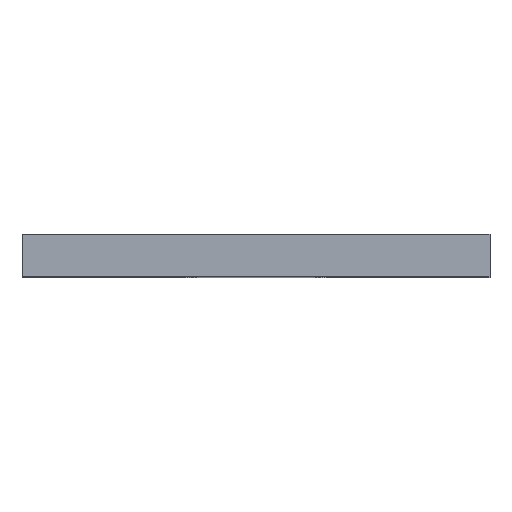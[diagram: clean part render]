
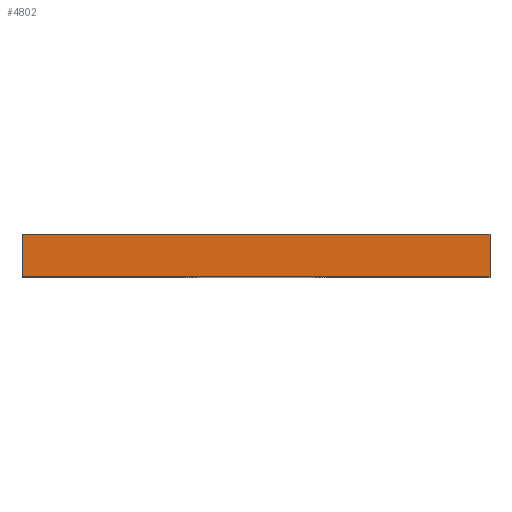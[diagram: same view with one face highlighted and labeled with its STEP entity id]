
A CAD part, top view. The second image highlights one B-rep face of the part: STEP entity #4802.
In plain terms, the highlighted planar face has unit normal (0, 0, 1).
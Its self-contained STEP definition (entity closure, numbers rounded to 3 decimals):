
#148 = CARTESIAN_POINT ( 'NONE',  ( 110., -10., 122. ) ) ;
#201 = ORIENTED_EDGE ( 'NONE', *, *, #1987, .F. ) ;
#219 = ORIENTED_EDGE ( 'NONE', *, *, #535, .T. ) ;
#284 = DIRECTION ( 'NONE',  ( 1., 0., 0. ) ) ;
#441 = DIRECTION ( 'NONE',  ( 0., 0., -1. ) ) ;
#468 = PLANE ( 'NONE',  #5451 ) ;
#495 = DIRECTION ( 'NONE',  ( -1., 0., 0. ) ) ;
#535 = EDGE_CURVE ( 'NONE', #1717, #2181, #3622, .T. ) ;
#760 = DIRECTION ( 'NONE',  ( 0., -1., 0. ) ) ;
#810 = CARTESIAN_POINT ( 'NONE',  ( -110., 10., 122. ) ) ;
#1055 = VERTEX_POINT ( 'NONE', #2266 ) ;
#1191 = CARTESIAN_POINT ( 'NONE',  ( -110., 10., 122. ) ) ;
#1300 = EDGE_LOOP ( 'NONE', ( #219, #1561, #201, #3593 ) ) ;
#1499 = DIRECTION ( 'NONE',  ( 1., 0., 0. ) ) ;
#1561 = ORIENTED_EDGE ( 'NONE', *, *, #3348, .F. ) ;
#1684 = LINE ( 'NONE', #810, #4628 ) ;
#1717 = VERTEX_POINT ( 'NONE', #3769 ) ;
#1987 = EDGE_CURVE ( 'NONE', #2477, #1055, #2826, .T. ) ;
#2078 = DIRECTION ( 'NONE',  ( 0., -1., 0. ) ) ;
#2181 = VERTEX_POINT ( 'NONE', #148 ) ;
#2266 = CARTESIAN_POINT ( 'NONE',  ( 110., 10., 122. ) ) ;
#2384 = CARTESIAN_POINT ( 'NONE',  ( -110., -10., 122. ) ) ;
#2477 = VERTEX_POINT ( 'NONE', #3474 ) ;
#2826 = LINE ( 'NONE', #1191, #5282 ) ;
#3031 = FACE_OUTER_BOUND ( 'NONE', #1300, .T. ) ;
#3260 = CARTESIAN_POINT ( 'NONE',  ( 110., 10., 122. ) ) ;
#3348 = EDGE_CURVE ( 'NONE', #1055, #2181, #4064, .T. ) ;
#3474 = CARTESIAN_POINT ( 'NONE',  ( -110., 10., 122. ) ) ;
#3593 = ORIENTED_EDGE ( 'NONE', *, *, #4183, .T. ) ;
#3622 = LINE ( 'NONE', #2384, #4317 ) ;
#3769 = CARTESIAN_POINT ( 'NONE',  ( -110., -10., 122. ) ) ;
#4064 = LINE ( 'NONE', #3260, #4795 ) ;
#4183 = EDGE_CURVE ( 'NONE', #2477, #1717, #1684, .T. ) ;
#4317 = VECTOR ( 'NONE', #284, 1000. ) ;
#4628 = VECTOR ( 'NONE', #760, 1000. ) ;
#4729 = CARTESIAN_POINT ( 'NONE',  ( -110., 10., 122. ) ) ;
#4795 = VECTOR ( 'NONE', #2078, 1000. ) ;
#4802 = ADVANCED_FACE ( 'NONE', ( #3031 ), #468, .F. ) ;
#5282 = VECTOR ( 'NONE', #1499, 1000. ) ;
#5451 = AXIS2_PLACEMENT_3D ( 'NONE', #4729, #441, #495 ) ;
